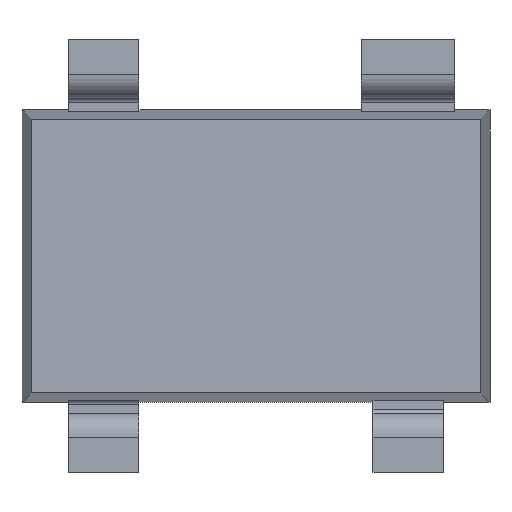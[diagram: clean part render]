
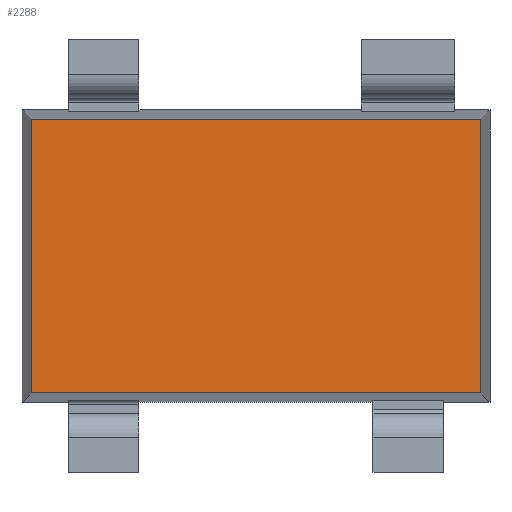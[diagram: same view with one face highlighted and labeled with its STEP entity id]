
A CAD part, top view. The second image highlights one B-rep face of the part: STEP entity #2288.
In plain terms, the highlighted planar face has unit normal (0, 0, 1).
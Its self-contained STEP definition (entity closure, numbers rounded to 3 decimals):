
#10 = VERTEX_POINT ( 'NONE', #571 ) ;
#49 = DIRECTION ( 'NONE',  ( 0., -1., 0. ) ) ;
#62 = ORIENTED_EDGE ( 'NONE', *, *, #1209, .F. ) ;
#199 = AXIS2_PLACEMENT_3D ( 'NONE', #1066, #1773, #728 ) ;
#323 = EDGE_CURVE ( 'NONE', #587, #1025, #324, .T. ) ;
#324 = LINE ( 'NONE', #2052, #2033 ) ;
#408 = VECTOR ( 'NONE', #933, 1000. ) ;
#426 = DIRECTION ( 'NONE',  ( -1., 0., 0. ) ) ;
#427 = CARTESIAN_POINT ( 'NONE',  ( 0.04, -0.34, -0.1 ) ) ;
#440 = EDGE_CURVE ( 'NONE', #1025, #10, #546, .T. ) ;
#497 = EDGE_CURVE ( 'NONE', #10, #671, #1403, .T. ) ;
#518 = CARTESIAN_POINT ( 'NONE',  ( 1.96, -1.51, -0.1 ) ) ;
#546 = LINE ( 'NONE', #1766, #408 ) ;
#571 = CARTESIAN_POINT ( 'NONE',  ( 1.96, -0.34, -0.1 ) ) ;
#587 = VERTEX_POINT ( 'NONE', #628 ) ;
#628 = CARTESIAN_POINT ( 'NONE',  ( 0.04, -1.51, -0.1 ) ) ;
#671 = VERTEX_POINT ( 'NONE', #518 ) ;
#721 = EDGE_LOOP ( 'NONE', ( #62, #1332, #2253, #1337 ) ) ;
#728 = DIRECTION ( 'NONE',  ( 0., -1., 0. ) ) ;
#933 = DIRECTION ( 'NONE',  ( 1., 0., 0. ) ) ;
#1025 = VERTEX_POINT ( 'NONE', #427 ) ;
#1039 = VECTOR ( 'NONE', #49, 1000. ) ;
#1066 = CARTESIAN_POINT ( 'NONE',  ( 0., -0.3, -0.1 ) ) ;
#1209 = EDGE_CURVE ( 'NONE', #671, #587, #1876, .T. ) ;
#1323 = CARTESIAN_POINT ( 'NONE',  ( 1.96, -0.34, -0.1 ) ) ;
#1332 = ORIENTED_EDGE ( 'NONE', *, *, #497, .F. ) ;
#1337 = ORIENTED_EDGE ( 'NONE', *, *, #323, .F. ) ;
#1403 = LINE ( 'NONE', #1323, #1039 ) ;
#1732 = DIRECTION ( 'NONE',  ( 0., 1., 0. ) ) ;
#1766 = CARTESIAN_POINT ( 'NONE',  ( 0.04, -0.34, -0.1 ) ) ;
#1773 = DIRECTION ( 'NONE',  ( 0., 0., 1. ) ) ;
#1854 = VECTOR ( 'NONE', #426, 1000. ) ;
#1876 = LINE ( 'NONE', #2021, #1854 ) ;
#1942 = FACE_OUTER_BOUND ( 'NONE', #721, .T. ) ;
#1952 = PLANE ( 'NONE',  #199 ) ;
#2021 = CARTESIAN_POINT ( 'NONE',  ( 1.96, -1.51, -0.1 ) ) ;
#2033 = VECTOR ( 'NONE', #1732, 1000. ) ;
#2052 = CARTESIAN_POINT ( 'NONE',  ( 0.04, -1.51, -0.1 ) ) ;
#2253 = ORIENTED_EDGE ( 'NONE', *, *, #440, .F. ) ;
#2288 = ADVANCED_FACE ( 'NONE', ( #1942 ), #1952, .T. ) ;
